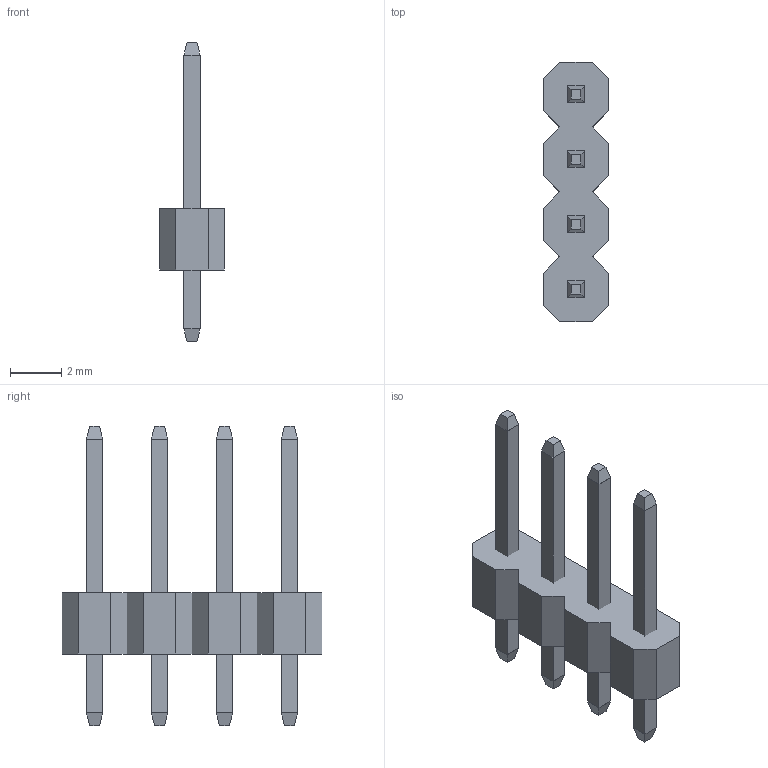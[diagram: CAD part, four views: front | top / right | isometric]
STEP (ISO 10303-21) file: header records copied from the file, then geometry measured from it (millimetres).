
FILE_DESCRIPTION(('FreeCAD Model'),'2;1');
FILE_NAME('Open CASCADE Shape Model','2024-02-26T13:18:59',(''),(''), 'Open CASCADE STEP processor 7.6','FreeCAD','Unknown');
FILE_SCHEMA(('AUTOMOTIVE_DESIGN { 1 0 10303 214 1 1 1 1 }'));
Length unit declared in the file: millimetre
Products named in the file (3): Header_Pin_THT_Vertical_P2_54mm_; Group005 (Solid); Group
Assembly tree (2 placements, depth 2):
  Header_Pin_THT_Vertical_P2_54mm_
    Group005 (Solid)
    Group
Bounding box: 2.54 x 10.16 x 11.7 mm (x, y, z)
Volume: 73.4 mm3; surface area: 231.3 mm2
Topology: 5 solids, 5 shells, 92 faces, 222 edges, 148 vertices
Faces by surface type: plane 60, bspline 32
Entity records: 5458 total; most frequent: CARTESIAN_POINT 1147, DIRECTION 650, LINE 524, VECTOR 524, ORIENTED_EDGE 444, PCURVE 444, DEFINITIONAL_REPRESENTATION 444, EDGE_CURVE 222
